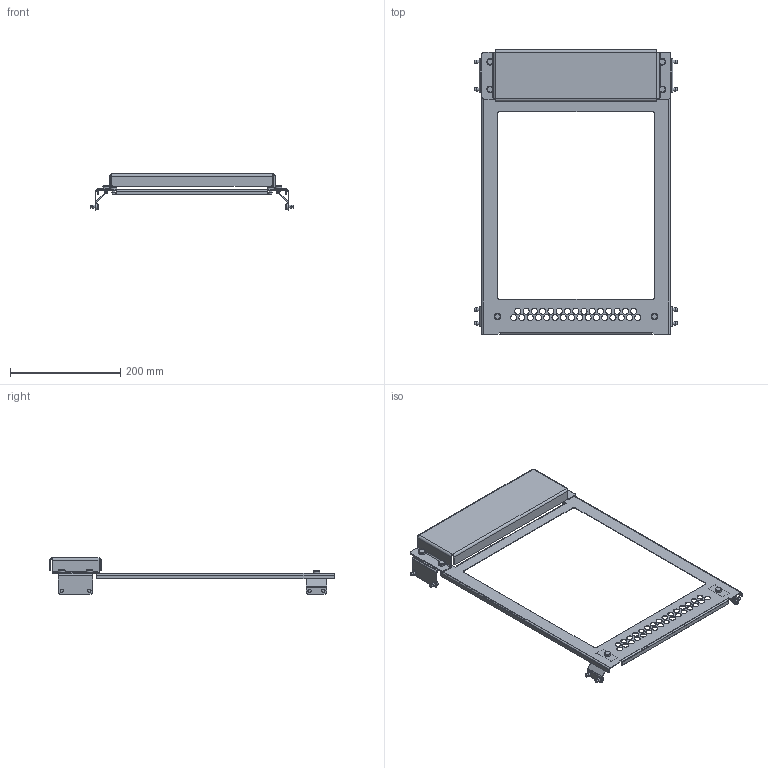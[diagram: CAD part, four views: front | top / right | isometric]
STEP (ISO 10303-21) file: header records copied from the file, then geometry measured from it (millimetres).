
FILE_DESCRIPTION(('STEP AP214'),'1');
FILE_NAME('cctmp_04793E5D-1AD9-49A6-A13D-BD1BF5C9D3A4_2025_03_13_14_11_21_0975..stp','2025-03-13T13:11:22',('SIEMENS A&D'),('CADClick - www.CADClick.com'),'Spatial InterOp 3D',' ','unknown authorization');
FILE_SCHEMA(('AUTOMOTIVE_DESIGN'));
Length unit declared in the file: millimetre
Products named in the file (1): 2025_03_13_14_11_21_0944
Bounding box: 367.9 x 515 x 65.55 mm (x, y, z)
Volume: 179452.2 mm3; surface area: 241838.6 mm2
Topology: 1 solids, 1 shells, 422 faces, 1090 edges, 700 vertices
Faces by surface type: cylinder 210, plane 156, cone 56
Entity records: 16890 total; most frequent: CARTESIAN_POINT 2605, DIRECTION 2412, ORIENTED_EDGE 2180, EDGE_CURVE 1090, AXIS2_PLACEMENT_3D 907, VERTEX_POINT 700, LINE 598, VECTOR 598
